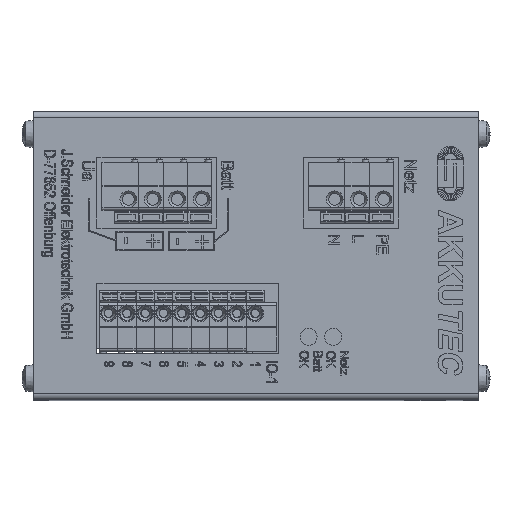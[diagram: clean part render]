
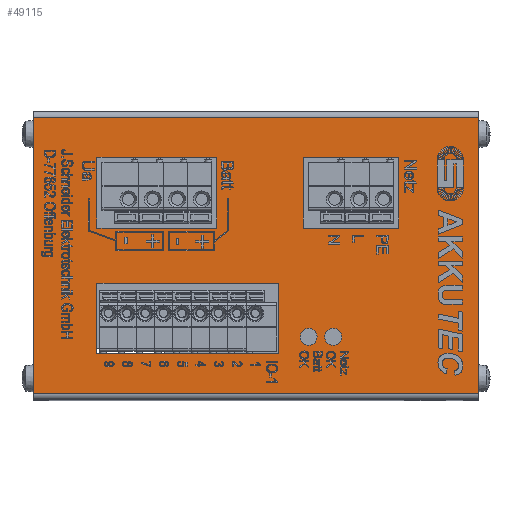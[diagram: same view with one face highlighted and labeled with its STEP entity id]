
A CAD part, top view. The second image highlights one B-rep face of the part: STEP entity #49115.
In plain terms, the highlighted face is planar.
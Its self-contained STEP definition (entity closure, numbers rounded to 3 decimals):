
#3132=FACE_BOUND('',#8681,.T.);
#3133=FACE_BOUND('',#8682,.T.);
#3134=FACE_BOUND('',#8683,.T.);
#3135=FACE_BOUND('',#8684,.T.);
#3136=FACE_BOUND('',#8685,.T.);
#3850=PLANE('',#52528);
#5814=FACE_OUTER_BOUND('',#8680,.T.);
#8680=EDGE_LOOP('',(#38158,#38159,#38160,#38161));
#8681=EDGE_LOOP('',(#38162));
#8682=EDGE_LOOP('',(#38163));
#8683=EDGE_LOOP('',(#38164,#38165,#38166,#38167));
#8684=EDGE_LOOP('',(#38168,#38169,#38170,#38171));
#8685=EDGE_LOOP('',(#38172,#38173,#38174,#38175));
#12490=LINE('',#70548,#17695);
#12493=LINE('',#70565,#17698);
#12496=LINE('',#70582,#17701);
#12500=LINE('',#70590,#17705);
#12503=LINE('',#70596,#17708);
#12506=LINE('',#70601,#17711);
#12508=LINE('',#70606,#17713);
#12512=LINE('',#70614,#17717);
#12515=LINE('',#70620,#17720);
#12518=LINE('',#70625,#17723);
#12520=LINE('',#70630,#17725);
#12524=LINE('',#70638,#17729);
#12527=LINE('',#70644,#17732);
#12530=LINE('',#70649,#17735);
#12532=LINE('',#70652,#17737);
#12533=LINE('',#70654,#17738);
#17695=VECTOR('',#58172,57.4);
#17698=VECTOR('',#58191,57.4);
#17701=VECTOR('',#58210,24.9);
#17705=VECTOR('',#58216,14.7);
#17708=VECTOR('',#58221,24.9);
#17711=VECTOR('',#58226,14.7);
#17713=VECTOR('',#58230,19.8);
#17717=VECTOR('',#58236,14.7);
#17720=VECTOR('',#58241,19.8);
#17723=VECTOR('',#58246,14.7);
#17725=VECTOR('',#58250,37.8);
#17729=VECTOR('',#58256,14.6);
#17732=VECTOR('',#58261,37.8);
#17735=VECTOR('',#58266,14.6);
#17737=VECTOR('',#58270,92.5);
#17738=VECTOR('',#58273,92.5);
#21484=CIRCLE('',#52511,1.75);
#21486=CIRCLE('',#52514,1.75);
#23344=VERTEX_POINT('',#70545);
#23345=VERTEX_POINT('',#70547);
#23350=VERTEX_POINT('',#70562);
#23351=VERTEX_POINT('',#70564);
#23353=VERTEX_POINT('',#70570);
#23355=VERTEX_POINT('',#70576);
#23356=VERTEX_POINT('',#70580);
#23357=VERTEX_POINT('',#70581);
#23360=VERTEX_POINT('',#70589);
#23362=VERTEX_POINT('',#70595);
#23364=VERTEX_POINT('',#70604);
#23365=VERTEX_POINT('',#70605);
#23368=VERTEX_POINT('',#70613);
#23370=VERTEX_POINT('',#70619);
#23372=VERTEX_POINT('',#70628);
#23373=VERTEX_POINT('',#70629);
#23376=VERTEX_POINT('',#70637);
#23378=VERTEX_POINT('',#70643);
#28806=EDGE_CURVE('',#23344,#23345,#12490,.T.);
#28815=EDGE_CURVE('',#23351,#23350,#12493,.T.);
#28819=EDGE_CURVE('',#23353,#23353,#21484,.T.);
#28822=EDGE_CURVE('',#23355,#23355,#21486,.T.);
#28823=EDGE_CURVE('',#23356,#23357,#12496,.T.);
#28827=EDGE_CURVE('',#23360,#23356,#12500,.T.);
#28830=EDGE_CURVE('',#23362,#23360,#12503,.T.);
#28833=EDGE_CURVE('',#23357,#23362,#12506,.T.);
#28835=EDGE_CURVE('',#23364,#23365,#12508,.T.);
#28839=EDGE_CURVE('',#23368,#23364,#12512,.T.);
#28842=EDGE_CURVE('',#23370,#23368,#12515,.T.);
#28845=EDGE_CURVE('',#23365,#23370,#12518,.T.);
#28847=EDGE_CURVE('',#23372,#23373,#12520,.T.);
#28851=EDGE_CURVE('',#23376,#23372,#12524,.T.);
#28854=EDGE_CURVE('',#23378,#23376,#12527,.T.);
#28857=EDGE_CURVE('',#23373,#23378,#12530,.T.);
#28859=EDGE_CURVE('',#23350,#23345,#12532,.T.);
#28860=EDGE_CURVE('',#23351,#23344,#12533,.T.);
#38158=ORIENTED_EDGE('',*,*,#28815,.T.);
#38159=ORIENTED_EDGE('',*,*,#28859,.T.);
#38160=ORIENTED_EDGE('',*,*,#28806,.F.);
#38161=ORIENTED_EDGE('',*,*,#28860,.F.);
#38162=ORIENTED_EDGE('',*,*,#28819,.T.);
#38163=ORIENTED_EDGE('',*,*,#28822,.T.);
#38164=ORIENTED_EDGE('',*,*,#28823,.T.);
#38165=ORIENTED_EDGE('',*,*,#28833,.T.);
#38166=ORIENTED_EDGE('',*,*,#28830,.T.);
#38167=ORIENTED_EDGE('',*,*,#28827,.T.);
#38168=ORIENTED_EDGE('',*,*,#28835,.T.);
#38169=ORIENTED_EDGE('',*,*,#28845,.T.);
#38170=ORIENTED_EDGE('',*,*,#28842,.T.);
#38171=ORIENTED_EDGE('',*,*,#28839,.T.);
#38172=ORIENTED_EDGE('',*,*,#28847,.T.);
#38173=ORIENTED_EDGE('',*,*,#28857,.T.);
#38174=ORIENTED_EDGE('',*,*,#28854,.T.);
#38175=ORIENTED_EDGE('',*,*,#28851,.T.);
#49115=ADVANCED_FACE('',(#5814,#3132,#3133,#3134,#3135,#3136),#3850,.T.);
#52511=AXIS2_PLACEMENT_3D('',#70572,#58199,#58200);
#52514=AXIS2_PLACEMENT_3D('',#70578,#58206,#58207);
#52528=AXIS2_PLACEMENT_3D('',#70653,#58271,#58272);
#58172=DIRECTION('',(0.,0.,1.));
#58191=DIRECTION('',(0.,0.,1.));
#58199=DIRECTION('center_axis',(1.,0.,0.));
#58200=DIRECTION('ref_axis',(0.,0.,1.));
#58206=DIRECTION('center_axis',(1.,0.,0.));
#58207=DIRECTION('ref_axis',(0.,0.,1.));
#58210=DIRECTION('',(0.,-1.,0.));
#58216=DIRECTION('',(0.,0.,1.));
#58221=DIRECTION('',(0.,1.,0.));
#58226=DIRECTION('',(0.,0.,-1.));
#58230=DIRECTION('',(0.,1.,0.));
#58236=DIRECTION('',(0.,0.,-1.));
#58241=DIRECTION('',(0.,-1.,0.));
#58246=DIRECTION('',(0.,0.,1.));
#58250=DIRECTION('',(0.,1.,0.));
#58256=DIRECTION('',(0.,0.,-1.));
#58261=DIRECTION('',(0.,-1.,0.));
#58266=DIRECTION('',(0.,0.,1.));
#58270=DIRECTION('',(0.,1.,0.));
#58271=DIRECTION('center_axis',(-1.,0.,0.));
#58272=DIRECTION('ref_axis',(0.,0.,1.));
#58273=DIRECTION('',(0.,1.,0.));
#70545=CARTESIAN_POINT('',(-112.4,92.5,-57.9));
#70547=CARTESIAN_POINT('',(-112.4,92.5,-0.5));
#70548=CARTESIAN_POINT('',(-112.4,92.5,-57.9));
#70562=CARTESIAN_POINT('',(-112.4,0.,-0.5));
#70564=CARTESIAN_POINT('',(-112.4,0.,-57.9));
#70565=CARTESIAN_POINT('',(-112.4,0.,-57.9));
#70570=CARTESIAN_POINT('',(-112.4,30.2,-47.85));
#70572=CARTESIAN_POINT('Origin',(-112.4,30.2,-46.1));
#70576=CARTESIAN_POINT('',(-112.4,35.3,-47.85));
#70578=CARTESIAN_POINT('Origin',(-112.4,35.3,-46.1));
#70580=CARTESIAN_POINT('',(-112.4,79.3,-8.8));
#70581=CARTESIAN_POINT('',(-112.4,54.4,-8.8));
#70582=CARTESIAN_POINT('',(-112.4,39.65,-8.8));
#70589=CARTESIAN_POINT('',(-112.4,79.3,-23.5));
#70590=CARTESIAN_POINT('',(-112.4,79.3,-40.7));
#70595=CARTESIAN_POINT('',(-112.4,54.4,-23.5));
#70596=CARTESIAN_POINT('',(-112.4,27.2,-23.5));
#70601=CARTESIAN_POINT('',(-112.4,54.4,-33.35));
#70604=CARTESIAN_POINT('',(-112.4,16.6,-23.5));
#70605=CARTESIAN_POINT('',(-112.4,36.4,-23.5));
#70606=CARTESIAN_POINT('',(-112.4,8.3,-23.5));
#70613=CARTESIAN_POINT('',(-112.4,16.6,-8.8));
#70614=CARTESIAN_POINT('',(-112.4,16.6,-33.35));
#70619=CARTESIAN_POINT('',(-112.4,36.4,-8.8));
#70620=CARTESIAN_POINT('',(-112.4,18.2,-8.8));
#70625=CARTESIAN_POINT('',(-112.4,36.4,-40.7));
#70628=CARTESIAN_POINT('',(-112.4,41.5,-49.6));
#70629=CARTESIAN_POINT('',(-112.4,79.3,-49.6));
#70630=CARTESIAN_POINT('',(-112.4,20.75,-49.6));
#70637=CARTESIAN_POINT('',(-112.4,41.5,-35.));
#70638=CARTESIAN_POINT('',(-112.4,41.5,-46.45));
#70643=CARTESIAN_POINT('',(-112.4,79.3,-35.));
#70644=CARTESIAN_POINT('',(-112.4,39.65,-35.));
#70649=CARTESIAN_POINT('',(-112.4,79.3,-53.75));
#70652=CARTESIAN_POINT('',(-112.4,0.,-0.5));
#70653=CARTESIAN_POINT('Origin',(-112.4,0.,-57.9));
#70654=CARTESIAN_POINT('',(-112.4,0.,-57.9));
